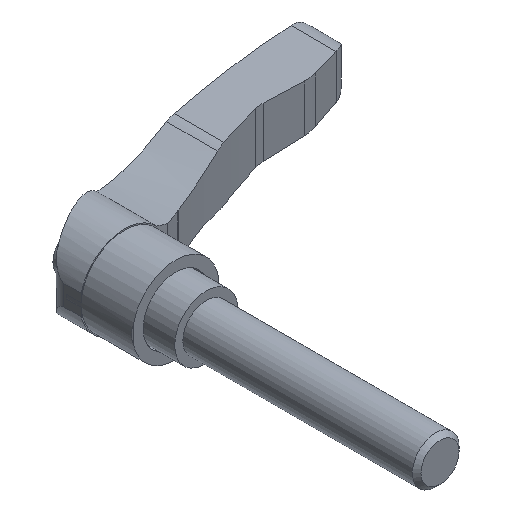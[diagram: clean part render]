
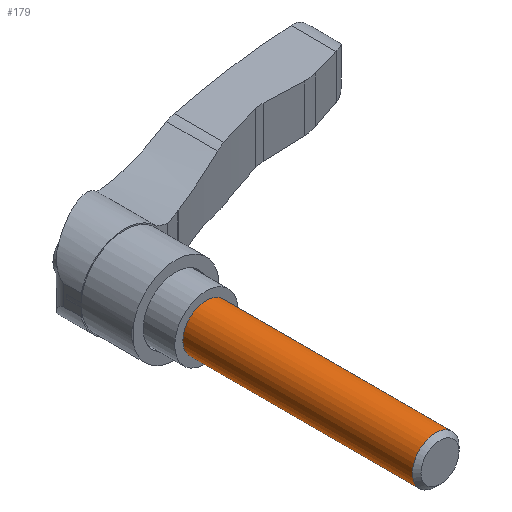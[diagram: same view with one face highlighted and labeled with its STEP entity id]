
A CAD part, isometric view. The second image highlights one B-rep face of the part: STEP entity #179.
In plain terms, the highlighted cylindrical face has radius 5 mm (diameter 10 mm), a full revolution.
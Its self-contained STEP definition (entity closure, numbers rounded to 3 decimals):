
#179 = ADVANCED_FACE( '', ( #372, #373 ), #374, .T. );
#372 = FACE_OUTER_BOUND( '', #566, .T. );
#373 = FACE_OUTER_BOUND( '', #567, .T. );
#374 = CYLINDRICAL_SURFACE( '', #568, 5. );
#566 = EDGE_LOOP( '', ( #1005 ) );
#567 = EDGE_LOOP( '', ( #1006 ) );
#568 = AXIS2_PLACEMENT_3D( '', #1007, #1008, #1009 );
#1005 = ORIENTED_EDGE( '', *, *, #1163, .F. );
#1006 = ORIENTED_EDGE( '', *, *, #1228, .T. );
#1007 = CARTESIAN_POINT( '', ( 0., -50., 0. ) );
#1008 = DIRECTION( '', ( 0., 1., 0. ) );
#1009 = DIRECTION( '', ( 0., 0., -1. ) );
#1163 = EDGE_CURVE( '', #1405, #1405, #1406, .T. );
#1228 = EDGE_CURVE( '', #1500, #1500, #1501, .T. );
#1405 = VERTEX_POINT( '', #1758 );
#1406 = CIRCLE( '', #1759, 5. );
#1500 = VERTEX_POINT( '', #1964 );
#1501 = CIRCLE( '', #1965, 5. );
#1758 = CARTESIAN_POINT( '', ( 0., -49.08, -5. ) );
#1759 = AXIS2_PLACEMENT_3D( '', #2291, #2292, #2293 );
#1964 = CARTESIAN_POINT( '', ( 0., 0., -5. ) );
#1965 = AXIS2_PLACEMENT_3D( '', #2367, #2368, #2369 );
#2291 = CARTESIAN_POINT( '', ( 0., -49.08, 0. ) );
#2292 = DIRECTION( '', ( 0., -1., 0. ) );
#2293 = DIRECTION( '', ( 0., 0., -1. ) );
#2367 = CARTESIAN_POINT( '', ( 0., 0., 0. ) );
#2368 = DIRECTION( '', ( 0., -1., 0. ) );
#2369 = DIRECTION( '', ( 0., 0., -1. ) );
